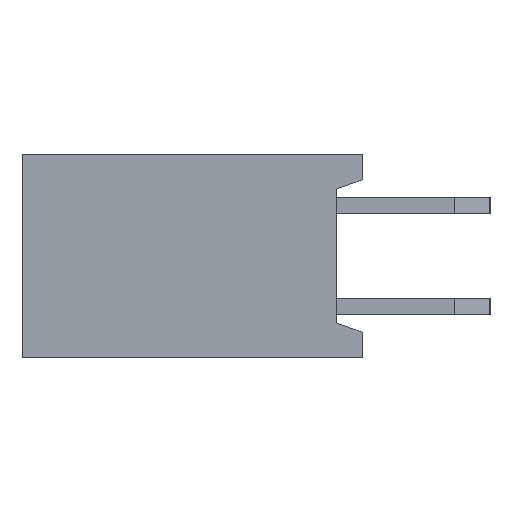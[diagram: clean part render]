
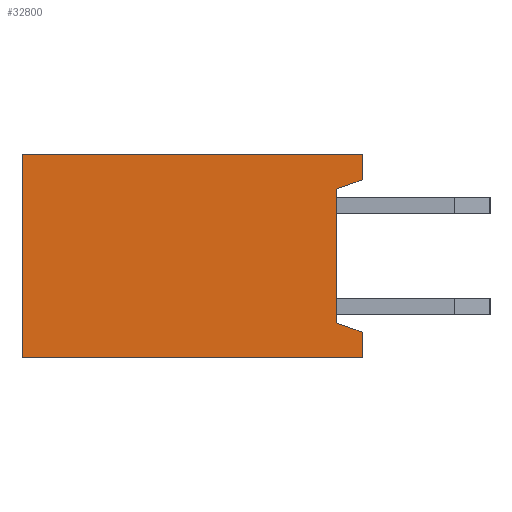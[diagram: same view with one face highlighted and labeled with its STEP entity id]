
A CAD part, left-side view. The second image highlights one B-rep face of the part: STEP entity #32800.
In plain terms, the highlighted planar face has unit normal (-1, 0, 0).
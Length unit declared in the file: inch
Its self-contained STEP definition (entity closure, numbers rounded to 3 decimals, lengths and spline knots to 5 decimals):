
#68 = ORIENTED_EDGE ( 'NONE', *, *, #5018, .T. ) ;
#268 = DIRECTION ( 'NONE',  ( 0., 0., 1. ) ) ;
#538 = CARTESIAN_POINT ( 'NONE',  ( -1.01, 0.335, 0.1 ) ) ;
#658 = CARTESIAN_POINT ( 'NONE',  ( -1.01, 0., 0.1 ) ) ;
#892 = VERTEX_POINT ( 'NONE', #8595 ) ;
#1263 = LINE ( 'NONE', #14573, #13803 ) ;
#2465 = DIRECTION ( 'NONE',  ( 0., -0.94, 0.342 ) ) ;
#3062 = EDGE_CURVE ( 'NONE', #25685, #11598, #10926, .T. ) ;
#3652 = DIRECTION ( 'NONE',  ( 0., 0.94, 0.342 ) ) ;
#4575 = VECTOR ( 'NONE', #3652, 39.37008 ) ;
#4604 = VERTEX_POINT ( 'NONE', #34466 ) ;
#4948 = EDGE_LOOP ( 'NONE', ( #21625, #33637, #13610, #18870, #30498, #33128, #68, #5047 ) ) ;
#5018 = EDGE_CURVE ( 'NONE', #11598, #8522, #13480, .T. ) ;
#5047 = ORIENTED_EDGE ( 'NONE', *, *, #16174, .F. ) ;
#5825 = VECTOR ( 'NONE', #33724, 39.37008 ) ;
#5851 = CARTESIAN_POINT ( 'NONE',  ( -1.01, 0., -0.1 ) ) ;
#5984 = VECTOR ( 'NONE', #2465, 39.37008 ) ;
#7623 = CARTESIAN_POINT ( 'NONE',  ( -1.01, 0., 0.075 ) ) ;
#8234 = CARTESIAN_POINT ( 'NONE',  ( -1.01, 0., 0.1 ) ) ;
#8522 = VERTEX_POINT ( 'NONE', #25412 ) ;
#8595 = CARTESIAN_POINT ( 'NONE',  ( -1.01, 0.335, 0.1 ) ) ;
#9150 = EDGE_CURVE ( 'NONE', #4604, #29660, #15965, .T. ) ;
#10437 = CARTESIAN_POINT ( 'NONE',  ( -1.01, 0.025, 0.0659 ) ) ;
#10586 = CARTESIAN_POINT ( 'NONE',  ( -1.01, 0.025, 0.0659 ) ) ;
#10776 = VECTOR ( 'NONE', #26605, 39.37008 ) ;
#10926 = LINE ( 'NONE', #10586, #30921 ) ;
#11598 = VERTEX_POINT ( 'NONE', #10437 ) ;
#12117 = PLANE ( 'NONE',  #29959 ) ;
#13148 = DIRECTION ( 'NONE',  ( 0., 0., -1. ) ) ;
#13480 = LINE ( 'NONE', #7623, #5984 ) ;
#13610 = ORIENTED_EDGE ( 'NONE', *, *, #23787, .T. ) ;
#13803 = VECTOR ( 'NONE', #27934, 39.37008 ) ;
#14573 = CARTESIAN_POINT ( 'NONE',  ( -1.01, 0.335, 0.1 ) ) ;
#15378 = LINE ( 'NONE', #8234, #10776 ) ;
#15765 = CARTESIAN_POINT ( 'NONE',  ( -1.01, 0., 0.1 ) ) ;
#15895 = DIRECTION ( 'NONE',  ( 0., 0., 1. ) ) ;
#15965 = LINE ( 'NONE', #15765, #16821 ) ;
#16174 = EDGE_CURVE ( 'NONE', #30320, #8522, #15378, .T. ) ;
#16706 = LINE ( 'NONE', #20066, #5825 ) ;
#16821 = VECTOR ( 'NONE', #13148, 39.37008 ) ;
#17915 = LINE ( 'NONE', #19578, #4575 ) ;
#18870 = ORIENTED_EDGE ( 'NONE', *, *, #9150, .F. ) ;
#19299 = DIRECTION ( 'NONE',  ( 0., 0., 1. ) ) ;
#19578 = CARTESIAN_POINT ( 'NONE',  ( -1.01, 0.025, -0.0659 ) ) ;
#20066 = CARTESIAN_POINT ( 'NONE',  ( -1.01, 0.335, -0.1 ) ) ;
#21058 = CARTESIAN_POINT ( 'NONE',  ( -1.01, 0.335, 0.1 ) ) ;
#21625 = ORIENTED_EDGE ( 'NONE', *, *, #23679, .F. ) ;
#22537 = EDGE_CURVE ( 'NONE', #22757, #892, #25565, .T. ) ;
#22757 = VERTEX_POINT ( 'NONE', #23127 ) ;
#23127 = CARTESIAN_POINT ( 'NONE',  ( -1.01, 0.335, -0.1 ) ) ;
#23679 = EDGE_CURVE ( 'NONE', #892, #30320, #1263, .T. ) ;
#23787 = EDGE_CURVE ( 'NONE', #22757, #29660, #16706, .T. ) ;
#25412 = CARTESIAN_POINT ( 'NONE',  ( -1.01, 0., 0.075 ) ) ;
#25565 = LINE ( 'NONE', #538, #31459 ) ;
#25685 = VERTEX_POINT ( 'NONE', #29380 ) ;
#26570 = EDGE_CURVE ( 'NONE', #4604, #25685, #17915, .T. ) ;
#26605 = DIRECTION ( 'NONE',  ( 0., 0., -1. ) ) ;
#26638 = DIRECTION ( 'NONE',  ( -1., 0., 0. ) ) ;
#27934 = DIRECTION ( 'NONE',  ( 0., -1., 0. ) ) ;
#29380 = CARTESIAN_POINT ( 'NONE',  ( -1.01, 0.025, -0.0659 ) ) ;
#29660 = VERTEX_POINT ( 'NONE', #5851 ) ;
#29959 = AXIS2_PLACEMENT_3D ( 'NONE', #21058, #26638, #15895 ) ;
#30320 = VERTEX_POINT ( 'NONE', #658 ) ;
#30498 = ORIENTED_EDGE ( 'NONE', *, *, #26570, .T. ) ;
#30921 = VECTOR ( 'NONE', #268, 39.37008 ) ;
#31459 = VECTOR ( 'NONE', #19299, 39.37008 ) ;
#32800 = ADVANCED_FACE ( 'NONE', ( #32875 ), #12117, .T. ) ;
#32875 = FACE_OUTER_BOUND ( 'NONE', #4948, .T. ) ;
#33128 = ORIENTED_EDGE ( 'NONE', *, *, #3062, .T. ) ;
#33637 = ORIENTED_EDGE ( 'NONE', *, *, #22537, .F. ) ;
#33724 = DIRECTION ( 'NONE',  ( 0., -1., 0. ) ) ;
#34466 = CARTESIAN_POINT ( 'NONE',  ( -1.01, 0., -0.075 ) ) ;
